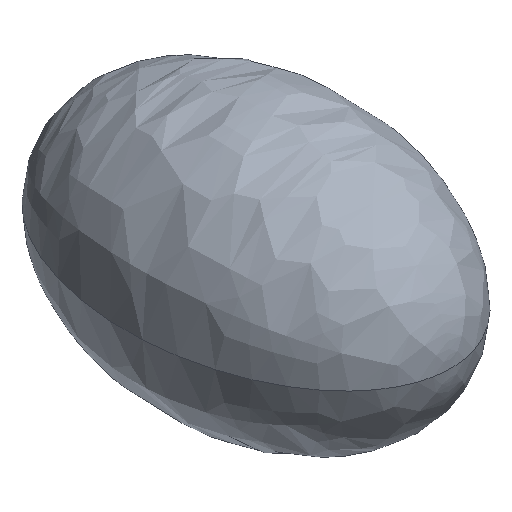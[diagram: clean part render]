
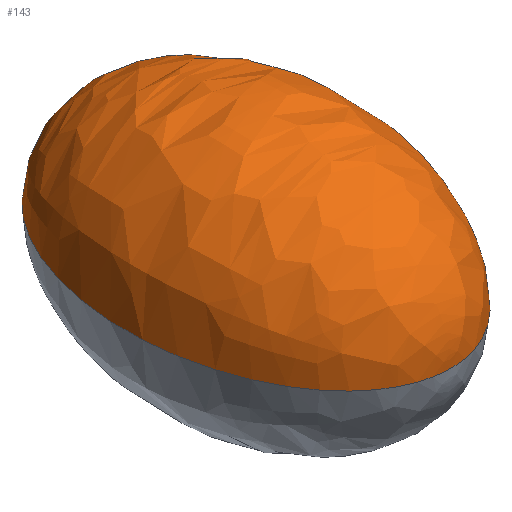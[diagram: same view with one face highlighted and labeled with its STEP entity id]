
A CAD part, isometric view. The second image highlights one B-rep face of the part: STEP entity #143.
In plain terms, the highlighted free-form (B-spline) face has degree [3, 3] with [4, 4] control points.
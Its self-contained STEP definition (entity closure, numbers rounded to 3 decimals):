
#1 = CARTESIAN_POINT ( 'NONE',  ( 0., -12., 0. ) ) ;
#4 = CARTESIAN_POINT ( 'NONE',  ( 0., 12., 0. ) ) ;
#5 = CARTESIAN_POINT ( 'NONE',  ( 0., 12., 0. ) ) ;
#12 = ORIENTED_EDGE ( 'NONE', *, *, #147, .T. ) ;
#15 = CARTESIAN_POINT ( 'NONE',  ( 0., -12., 0. ) ) ;
#17 = CARTESIAN_POINT ( 'NONE',  ( -16., -12., 0. ) ) ;
#19 = CARTESIAN_POINT ( 'NONE',  ( 0., 12., 0. ) ) ;
#27 =( BOUNDED_CURVE ( )  B_SPLINE_CURVE ( 3, ( #5, #124, #17, #28 ),
 .UNSPECIFIED., .F., .T. ) 
 B_SPLINE_CURVE_WITH_KNOTS ( ( 4, 4 ),
 ( 0., 3.142 ),
 .UNSPECIFIED. ) 
 CURVE ( )  GEOMETRIC_REPRESENTATION_ITEM ( )  RATIONAL_B_SPLINE_CURVE ( ( 1., 0.333, 0.333, 1. ) ) 
 REPRESENTATION_ITEM ( '' )  );
#28 = CARTESIAN_POINT ( 'NONE',  ( 0., -12., 0. ) ) ;
#29 = CARTESIAN_POINT ( 'NONE',  ( 0., -12., 0. ) ) ;
#38 = CARTESIAN_POINT ( 'NONE',  ( 16., 12., 0. ) ) ;
#40 = CARTESIAN_POINT ( 'NONE',  ( 0., -12., 0. ) ) ;
#43 = CARTESIAN_POINT ( 'NONE',  ( 0., 12., 0. ) ) ;
#50 = CARTESIAN_POINT ( 'NONE',  ( 16., 12., 0. ) ) ;
#53 =( BOUNDED_SURFACE ( )  B_SPLINE_SURFACE ( 3, 3, ( 
 ( #19, #112, #70, #43 ),
 ( #123, #79, #57, #50 ),
 ( #137, #106, #93, #138 ),
 ( #80, #15, #29, #1 ) ),
 .UNSPECIFIED., .F., .F., .F. ) 
 B_SPLINE_SURFACE_WITH_KNOTS ( ( 4, 4 ),
 ( 4, 4 ),
 ( 0., 1. ),
 ( 0., 1. ),
 .UNSPECIFIED. ) 
 GEOMETRIC_REPRESENTATION_ITEM ( )  RATIONAL_B_SPLINE_SURFACE ( (
 ( 1., 0.333, 0.333, 1.),
 ( 0.333, 0.111, 0.111, 0.333),
 ( 0.333, 0.111, 0.111, 0.333),
 ( 1., 0.333, 0.333, 1.) ) ) 
 REPRESENTATION_ITEM ( '' )  SURFACE ( )  );
#57 = CARTESIAN_POINT ( 'NONE',  ( 16., 12., 32. ) ) ;
#58 = CARTESIAN_POINT ( 'NONE',  ( 0., -12., 0. ) ) ;
#70 = CARTESIAN_POINT ( 'NONE',  ( 0., 12., 0. ) ) ;
#77 = EDGE_CURVE ( 'NONE', #134, #149, #91, .T. ) ;
#79 = CARTESIAN_POINT ( 'NONE',  ( -16., 12., 32. ) ) ;
#80 = CARTESIAN_POINT ( 'NONE',  ( 0., -12., 0. ) ) ;
#87 = ORIENTED_EDGE ( 'NONE', *, *, #77, .F. ) ;
#91 =( BOUNDED_CURVE ( )  B_SPLINE_CURVE ( 3, ( #103, #38, #113, #58 ),
 .UNSPECIFIED., .F., .T. ) 
 B_SPLINE_CURVE_WITH_KNOTS ( ( 4, 4 ),
 ( 0., 3.142 ),
 .UNSPECIFIED. ) 
 CURVE ( )  GEOMETRIC_REPRESENTATION_ITEM ( )  RATIONAL_B_SPLINE_CURVE ( ( 1., 0.333, 0.333, 1. ) ) 
 REPRESENTATION_ITEM ( '' )  );
#93 = CARTESIAN_POINT ( 'NONE',  ( 16., -12., 32. ) ) ;
#101 = EDGE_LOOP ( 'NONE', ( #87, #12 ) ) ;
#103 = CARTESIAN_POINT ( 'NONE',  ( 0., 12., 0. ) ) ;
#106 = CARTESIAN_POINT ( 'NONE',  ( -16., -12., 32. ) ) ;
#108 = FACE_OUTER_BOUND ( 'NONE', #101, .T. ) ;
#112 = CARTESIAN_POINT ( 'NONE',  ( 0., 12., 0. ) ) ;
#113 = CARTESIAN_POINT ( 'NONE',  ( 16., -12., 0. ) ) ;
#123 = CARTESIAN_POINT ( 'NONE',  ( -16., 12., 0. ) ) ;
#124 = CARTESIAN_POINT ( 'NONE',  ( -16., 12., 0. ) ) ;
#134 = VERTEX_POINT ( 'NONE', #4 ) ;
#137 = CARTESIAN_POINT ( 'NONE',  ( -16., -12., 0. ) ) ;
#138 = CARTESIAN_POINT ( 'NONE',  ( 16., -12., 0. ) ) ;
#143 = ADVANCED_FACE ( 'NONE', ( #108 ), #53, .T. ) ;
#147 = EDGE_CURVE ( 'NONE', #134, #149, #27, .T. ) ;
#149 = VERTEX_POINT ( 'NONE', #40 ) ;
